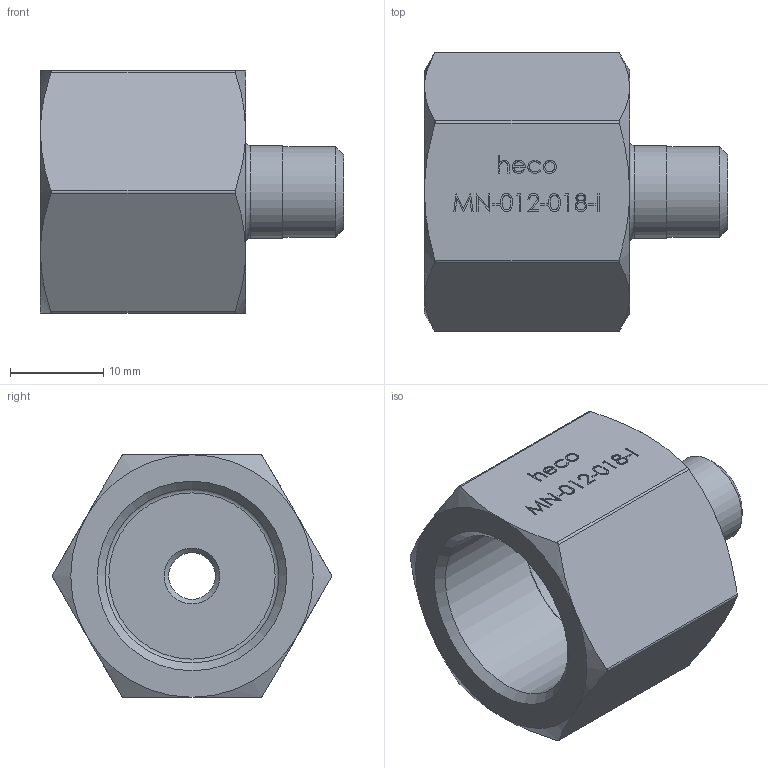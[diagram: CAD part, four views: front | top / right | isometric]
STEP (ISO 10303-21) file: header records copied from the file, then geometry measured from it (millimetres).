
FILE_DESCRIPTION (( 'STEP AP214' ), '1' );
FILE_NAME ('heco_MN-012-018-I.STEP', '2016-06-20T09:38:34', ( '' ), ( '' ), 'SwSTEP 2.0', 'SolidWorks 2011', '' );
FILE_SCHEMA (( 'AUTOMOTIVE_DESIGN' ));
Length unit declared in the file: millimetre
Products named in the file (1): heco_MN-012-018-I
Bounding box: 32.5 x 29.93 x 26 mm (x, y, z)
Volume: 9232.3 mm3; surface area: 4469.8 mm2
Topology: 1 solids, 1 shells, 209 faces, 527 edges, 346 vertices
Faces by surface type: plane 104, bspline 76, cone 16, cylinder 11, torus 2
Full cylindrical faces by diameter (mm): 5 x1, 9.728 x1, 9.928 x1, 18.631 x1, 18.831 x1
Entity records: 11091 total; most frequent: CARTESIAN_POINT 6164, ORIENTED_EDGE 1028, DIRECTION 622, EDGE_CURVE 514, VERTEX_POINT 344, LINE 298, VECTOR 298, EDGE_LOOP 248
